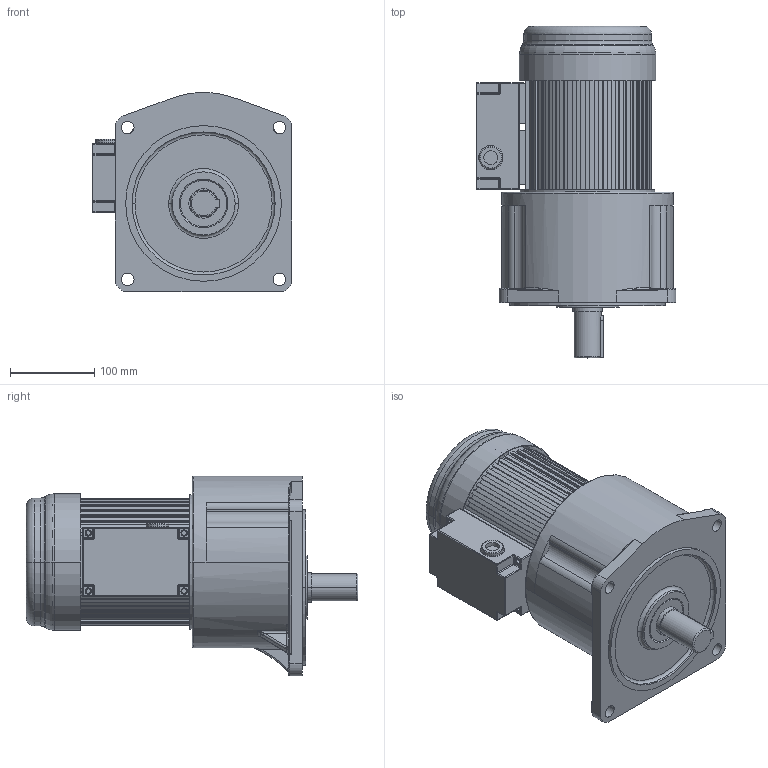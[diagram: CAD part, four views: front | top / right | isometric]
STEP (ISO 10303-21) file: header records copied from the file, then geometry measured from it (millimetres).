
FILE_DESCRIPTION (( 'STEP AP214' ), '1' );
FILE_NAME ('GV-32-400-i-A-B-G2-RD.STEP', '2023-09-16T01:20:26', ( '' ), ( '' ), 'SwSTEP 2.0', 'SolidWorks 2021', '' );
FILE_SCHEMA (( 'AUTOMOTIVE_DESIGN' ));
Length unit declared in the file: millimetre
Products named in the file (7): PRT0027_蕼偞; 煞車接線盒DOWN-UP_預設; GV-32-400-i-A-B-G2-RD; GV32_蕼偞; PRT0026_蕼偞; PRT0025_蕼偞; GV32-400W-S-G2-RD(2)
Assembly tree (6 placements, depth 3):
  GV-32-400-i-A-B-G2-RD
    GV32-400W-S-G2-RD(2)
      GV32_蕼偞
      PRT0025_蕼偞
      PRT0026_蕼偞
      PRT0027_蕼偞
    煞車接線盒DOWN-UP_預設
Bounding box: 237.5 x 394.3 x 237.2 mm (x, y, z)
Volume: 3210712.5 mm3; surface area: 712896.6 mm2
Topology: 5 solids, 13 shells, 1591 faces, 4257 edges, 2644 vertices
Faces by surface type: plane 867, cylinder 420, torus 190, bspline 61, sphere 44, cone 9
Entity records: 56075 total; most frequent: CARTESIAN_POINT 16277, ORIENTED_EDGE 8432, DIRECTION 8127, EDGE_CURVE 4216, AXIS2_PLACEMENT_3D 2716, LINE 2695, VECTOR 2695, VERTEX_POINT 2644
